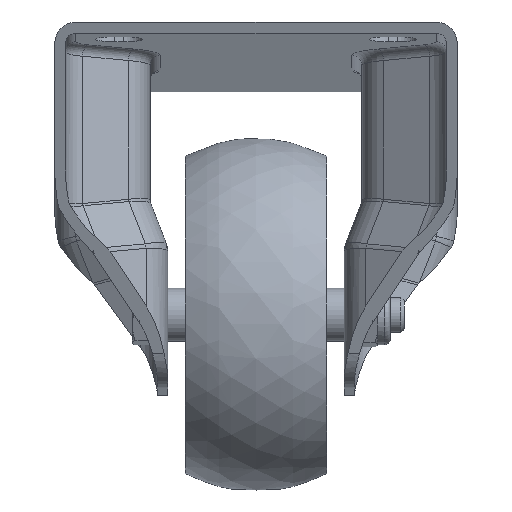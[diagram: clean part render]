
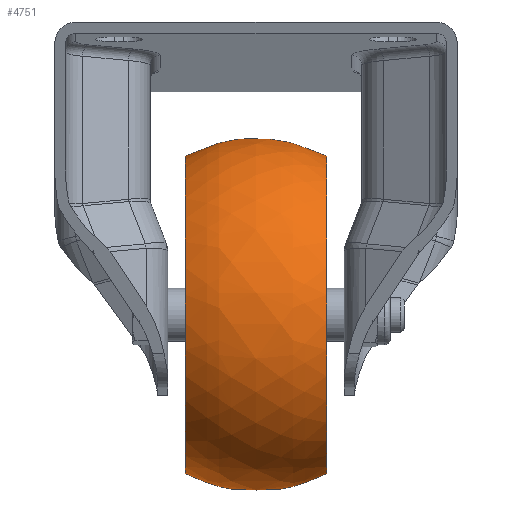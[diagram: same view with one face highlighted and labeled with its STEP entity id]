
A CAD part, front view. The second image highlights one B-rep face of the part: STEP entity #4751.
In plain terms, the highlighted free-form (B-spline) face has degree [2, 2] with [3, 9] control points.
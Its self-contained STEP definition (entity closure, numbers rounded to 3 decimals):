
#47=(
BOUNDED_CURVE()
B_SPLINE_CURVE(2,(#9223,#9224,#9225),.UNSPECIFIED.,.F.,.F.)
B_SPLINE_CURVE_WITH_KNOTS((3,3),(-0.49,0.49),
 .UNSPECIFIED.)
CURVE()
GEOMETRIC_REPRESENTATION_ITEM()
RATIONAL_B_SPLINE_CURVE((1.,0.882,1.))
REPRESENTATION_ITEM('')
);
#84=(
BOUNDED_SURFACE()
B_SPLINE_SURFACE(2,2,((#9192,#9193,#9194,#9195,#9196,#9197,#9198,#9199,
#9200),(#9201,#9202,#9203,#9204,#9205,#9206,#9207,#9208,#9209),(#9210,#9211,
#9212,#9213,#9214,#9215,#9216,#9217,#9218)),.UNSPECIFIED.,.F.,.T.,.F.)
B_SPLINE_SURFACE_WITH_KNOTS((3,3),(3,2,2,2,3),(-0.49,0.49),
(-3.142,-1.571,0.,1.571,3.142),
 .UNSPECIFIED.)
GEOMETRIC_REPRESENTATION_ITEM()
RATIONAL_B_SPLINE_SURFACE(((1.,0.707,1.,0.707,1.,
0.707,1.,0.707,1.),(0.882,0.624,
0.882,0.624,0.882,0.624,
0.882,0.624,0.882),(1.,0.707,
1.,0.707,1.,0.707,1.,0.707,1.)))
REPRESENTATION_ITEM('')
SURFACE()
);
#687=FACE_OUTER_BOUND('',#1043,.T.);
#1043=EDGE_LOOP('',(#4116,#4117,#4118,#4119,#4120,#4121));
#1927=CIRCLE('',#5287,45.);
#1928=CIRCLE('',#5288,45.);
#1929=CIRCLE('',#5289,45.);
#1930=CIRCLE('',#5290,45.);
#2318=VERTEX_POINT('',#9188);
#2319=VERTEX_POINT('',#9189);
#2320=VERTEX_POINT('',#9219);
#2321=VERTEX_POINT('',#9220);
#2937=EDGE_CURVE('',#2318,#2319,#1927,.T.);
#2938=EDGE_CURVE('',#2319,#2318,#1928,.T.);
#2939=EDGE_CURVE('',#2320,#2321,#1929,.T.);
#2940=EDGE_CURVE('',#2321,#2320,#1930,.T.);
#2941=EDGE_CURVE('',#2321,#2319,#47,.T.);
#4116=ORIENTED_EDGE('',*,*,#2939,.F.);
#4117=ORIENTED_EDGE('',*,*,#2940,.F.);
#4118=ORIENTED_EDGE('',*,*,#2941,.T.);
#4119=ORIENTED_EDGE('',*,*,#2938,.T.);
#4120=ORIENTED_EDGE('',*,*,#2937,.T.);
#4121=ORIENTED_EDGE('',*,*,#2941,.F.);
#4751=ADVANCED_FACE('',(#687),#84,.F.);
#5287=AXIS2_PLACEMENT_3D('',#9190,#6582,#6583);
#5288=AXIS2_PLACEMENT_3D('',#9191,#6584,#6585);
#5289=AXIS2_PLACEMENT_3D('',#9221,#6586,#6587);
#5290=AXIS2_PLACEMENT_3D('',#9222,#6588,#6589);
#6582=DIRECTION('center_axis',(1.,0.,0.));
#6583=DIRECTION('ref_axis',(0.,0.,-1.));
#6584=DIRECTION('center_axis',(1.,0.,0.));
#6585=DIRECTION('ref_axis',(0.,0.,-1.));
#6586=DIRECTION('center_axis',(1.,0.,0.));
#6587=DIRECTION('ref_axis',(0.,0.,-1.));
#6588=DIRECTION('center_axis',(1.,0.,0.));
#6589=DIRECTION('ref_axis',(0.,0.,-1.));
#9188=CARTESIAN_POINT('',(-20.,45.,0.));
#9189=CARTESIAN_POINT('',(-20.,0.,45.));
#9190=CARTESIAN_POINT('Origin',(-20.,0.,0.));
#9191=CARTESIAN_POINT('Origin',(-20.,0.,0.));
#9192=CARTESIAN_POINT('Ctrl Pts',(-20.,0.,45.));
#9193=CARTESIAN_POINT('Ctrl Pts',(-20.,-45.,45.));
#9194=CARTESIAN_POINT('Ctrl Pts',(-20.,-45.,0.));
#9195=CARTESIAN_POINT('Ctrl Pts',(-20.,-45.,-45.));
#9196=CARTESIAN_POINT('Ctrl Pts',(-20.,0.,-45.));
#9197=CARTESIAN_POINT('Ctrl Pts',(-20.,45.,-45.));
#9198=CARTESIAN_POINT('Ctrl Pts',(-20.,45.,0.));
#9199=CARTESIAN_POINT('Ctrl Pts',(-20.,45.,45.));
#9200=CARTESIAN_POINT('Ctrl Pts',(-20.,0.,45.));
#9201=CARTESIAN_POINT('Ctrl Pts',(0.,0.,55.667));
#9202=CARTESIAN_POINT('Ctrl Pts',(0.,-55.667,55.667));
#9203=CARTESIAN_POINT('Ctrl Pts',(0.,-55.667,0.));
#9204=CARTESIAN_POINT('Ctrl Pts',(0.,-55.667,-55.667));
#9205=CARTESIAN_POINT('Ctrl Pts',(0.,0.,-55.667));
#9206=CARTESIAN_POINT('Ctrl Pts',(0.,55.667,-55.667));
#9207=CARTESIAN_POINT('Ctrl Pts',(0.,55.667,0.));
#9208=CARTESIAN_POINT('Ctrl Pts',(0.,55.667,55.667));
#9209=CARTESIAN_POINT('Ctrl Pts',(0.,0.,55.667));
#9210=CARTESIAN_POINT('Ctrl Pts',(20.,0.,45.));
#9211=CARTESIAN_POINT('Ctrl Pts',(20.,-45.,45.));
#9212=CARTESIAN_POINT('Ctrl Pts',(20.,-45.,0.));
#9213=CARTESIAN_POINT('Ctrl Pts',(20.,-45.,-45.));
#9214=CARTESIAN_POINT('Ctrl Pts',(20.,0.,-45.));
#9215=CARTESIAN_POINT('Ctrl Pts',(20.,45.,-45.));
#9216=CARTESIAN_POINT('Ctrl Pts',(20.,45.,0.));
#9217=CARTESIAN_POINT('Ctrl Pts',(20.,45.,45.));
#9218=CARTESIAN_POINT('Ctrl Pts',(20.,0.,45.));
#9219=CARTESIAN_POINT('',(20.,45.,0.));
#9220=CARTESIAN_POINT('',(20.,0.,45.));
#9221=CARTESIAN_POINT('Origin',(20.,0.,0.));
#9222=CARTESIAN_POINT('Origin',(20.,0.,0.));
#9223=CARTESIAN_POINT('Ctrl Pts',(20.,0.,45.));
#9224=CARTESIAN_POINT('Ctrl Pts',(0.,0.,55.667));
#9225=CARTESIAN_POINT('Ctrl Pts',(-20.,0.,45.));
